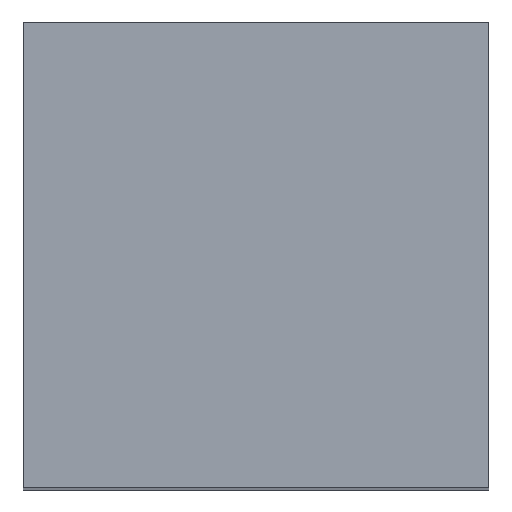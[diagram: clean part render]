
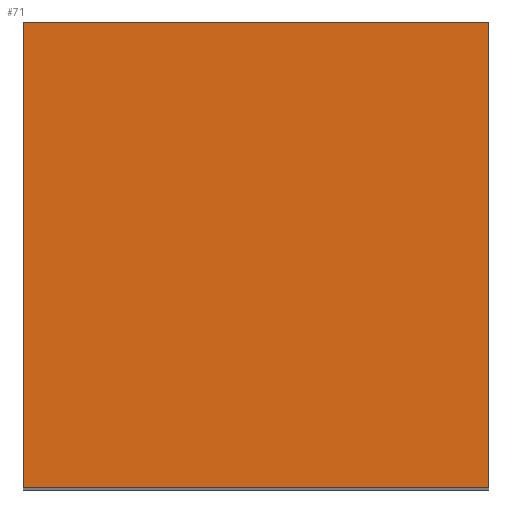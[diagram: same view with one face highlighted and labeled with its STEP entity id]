
A CAD part, top view. The second image highlights one B-rep face of the part: STEP entity #71.
In plain terms, the highlighted planar face has unit normal (0, 0, 1).
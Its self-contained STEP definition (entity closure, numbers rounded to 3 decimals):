
#1 = CARTESIAN_POINT ( 'NONE',  ( -14., -14., 100. ) ) ;
#15 = DIRECTION ( 'NONE',  ( 0., 0., 1. ) ) ;
#27 = VECTOR ( 'NONE', #30, 1000. ) ;
#29 = DIRECTION ( 'NONE',  ( -1., 0., 0. ) ) ;
#30 = DIRECTION ( 'NONE',  ( 0., -1., 0. ) ) ;
#34 = ORIENTED_EDGE ( 'NONE', *, *, #183, .T. ) ;
#36 = ORIENTED_EDGE ( 'NONE', *, *, #161, .T. ) ;
#38 = VECTOR ( 'NONE', #133, 1000. ) ;
#43 = VECTOR ( 'NONE', #29, 1000. ) ;
#55 = ORIENTED_EDGE ( 'NONE', *, *, #86, .T. ) ;
#61 = VECTOR ( 'NONE', #72, 1000. ) ;
#71 = ADVANCED_FACE ( 'NONE', ( #80 ), #162, .T. ) ;
#72 = DIRECTION ( 'NONE',  ( 0., 1., 0. ) ) ;
#78 = DIRECTION ( 'NONE',  ( 1., 0., 0. ) ) ;
#80 = FACE_OUTER_BOUND ( 'NONE', #100, .T. ) ;
#86 = EDGE_CURVE ( 'NONE', #171, #155, #197, .T. ) ;
#90 = CARTESIAN_POINT ( 'NONE',  ( 21., 21., 100. ) ) ;
#94 = CARTESIAN_POINT ( 'NONE',  ( 21., -14., 100. ) ) ;
#98 = CARTESIAN_POINT ( 'NONE',  ( -14., 21., 100. ) ) ;
#100 = EDGE_LOOP ( 'NONE', ( #36, #131, #34, #55 ) ) ;
#104 = CARTESIAN_POINT ( 'NONE',  ( -14., 21., 100. ) ) ;
#107 = LINE ( 'NONE', #90, #43 ) ;
#112 = LINE ( 'NONE', #1, #38 ) ;
#126 = CARTESIAN_POINT ( 'NONE',  ( -14., 21., 100. ) ) ;
#131 = ORIENTED_EDGE ( 'NONE', *, *, #134, .T. ) ;
#133 = DIRECTION ( 'NONE',  ( 1., 0., 0. ) ) ;
#134 = EDGE_CURVE ( 'NONE', #191, #173, #154, .T. ) ;
#139 = CARTESIAN_POINT ( 'NONE',  ( 21., 21., 100. ) ) ;
#153 = CARTESIAN_POINT ( 'NONE',  ( 21., 21., 100. ) ) ;
#154 = LINE ( 'NONE', #153, #61 ) ;
#155 = VERTEX_POINT ( 'NONE', #166 ) ;
#161 = EDGE_CURVE ( 'NONE', #155, #191, #112, .T. ) ;
#162 = PLANE ( 'NONE',  #192 ) ;
#166 = CARTESIAN_POINT ( 'NONE',  ( -14., -14., 100. ) ) ;
#171 = VERTEX_POINT ( 'NONE', #104 ) ;
#173 = VERTEX_POINT ( 'NONE', #139 ) ;
#183 = EDGE_CURVE ( 'NONE', #173, #171, #107, .T. ) ;
#191 = VERTEX_POINT ( 'NONE', #94 ) ;
#192 = AXIS2_PLACEMENT_3D ( 'NONE', #98, #15, #78 ) ;
#197 = LINE ( 'NONE', #126, #27 ) ;
